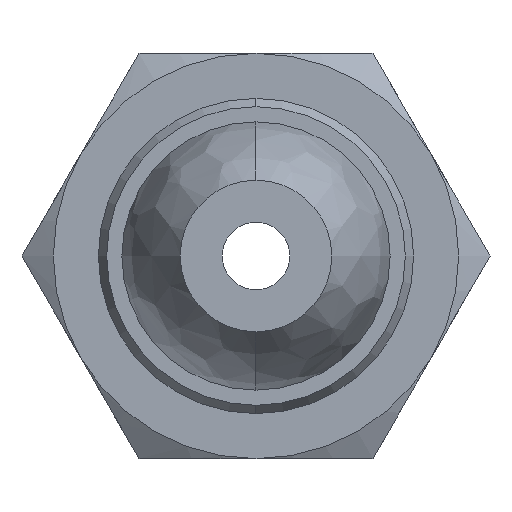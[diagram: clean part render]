
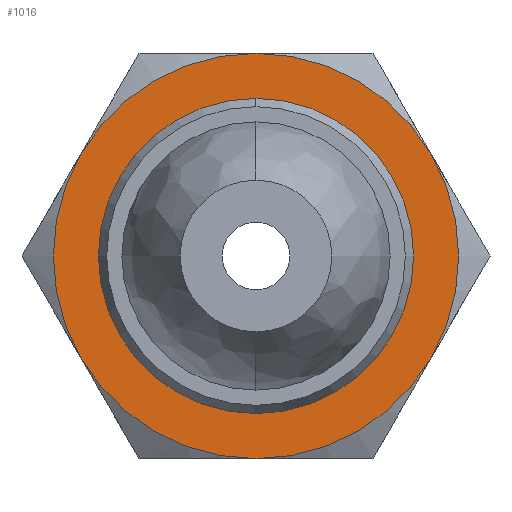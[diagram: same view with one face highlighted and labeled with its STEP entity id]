
A CAD part, left-side view. The second image highlights one B-rep face of the part: STEP entity #1016.
In plain terms, the highlighted planar face has unit normal (-1, 0, 0).
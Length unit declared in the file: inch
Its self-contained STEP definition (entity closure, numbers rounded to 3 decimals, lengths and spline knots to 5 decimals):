
#144=CARTESIAN_POINT('',(-0.654,0.,0.));
#145=DIRECTION('',(-1.,0.,0.));
#146=DIRECTION('',(0.,0.866,0.5));
#147=AXIS2_PLACEMENT_3D('',#144,#145,#146);
#149=CARTESIAN_POINT('',(-0.654,0.,0.));
#150=DIRECTION('',(-1.,0.,0.));
#151=DIRECTION('',(0.,0.,1.));
#152=AXIS2_PLACEMENT_3D('',#149,#150,#151);
#154=CARTESIAN_POINT('',(-0.654,0.,0.));
#155=DIRECTION('',(-1.,0.,0.));
#156=DIRECTION('',(0.,-0.866,0.5));
#157=AXIS2_PLACEMENT_3D('',#154,#155,#156);
#159=CARTESIAN_POINT('',(-0.654,0.,0.));
#160=DIRECTION('',(-1.,0.,0.));
#161=DIRECTION('',(0.,-1.,0.));
#162=AXIS2_PLACEMENT_3D('',#159,#160,#161);
#164=CARTESIAN_POINT('',(-0.654,0.,0.));
#165=DIRECTION('',(-1.,0.,0.));
#166=DIRECTION('',(0.,-0.866,-0.5));
#167=AXIS2_PLACEMENT_3D('',#164,#165,#166);
#169=CARTESIAN_POINT('',(-0.654,0.,0.));
#170=DIRECTION('',(-1.,0.,0.));
#171=DIRECTION('',(0.,0.,-1.));
#172=AXIS2_PLACEMENT_3D('',#169,#170,#171);
#174=CARTESIAN_POINT('',(-0.654,0.,0.));
#175=DIRECTION('',(-1.,0.,0.));
#176=DIRECTION('',(0.,0.866,-0.5));
#177=AXIS2_PLACEMENT_3D('',#174,#175,#176);
#179=CARTESIAN_POINT('',(-0.654,0.,0.));
#180=DIRECTION('',(-1.,0.,0.));
#181=DIRECTION('',(0.,1.,0.));
#182=AXIS2_PLACEMENT_3D('',#179,#180,#181);
#184=CARTESIAN_POINT('',(-0.654,0.,0.));
#185=DIRECTION('',(1.,0.,0.));
#186=DIRECTION('',(0.,-1.,0.));
#187=AXIS2_PLACEMENT_3D('',#184,#185,#186);
#189=CARTESIAN_POINT('',(-0.654,0.,0.));
#190=DIRECTION('',(1.,0.,0.));
#191=DIRECTION('',(0.,1.,0.));
#192=AXIS2_PLACEMENT_3D('',#189,#190,#191);
#278=CARTESIAN_POINT('',(-0.654,-0.48714,0.28125));
#294=CARTESIAN_POINT('',(-0.654,0.,0.5625));
#612=CARTESIAN_POINT('',(-0.654,0.48714,0.28125));
#613=CARTESIAN_POINT('',(-0.654,0.5625,0.));
#614=VERTEX_POINT('',#612);
#615=VERTEX_POINT('',#613);
#616=CARTESIAN_POINT('',(-0.654,0.48714,-0.28125));
#617=VERTEX_POINT('',#616);
#618=VERTEX_POINT('',#294);
#624=CARTESIAN_POINT('',(-0.654,0.,-0.5625));
#625=VERTEX_POINT('',#624);
#626=VERTEX_POINT('',#278);
#633=CARTESIAN_POINT('',(-0.654,-0.48714,-0.28125));
#634=VERTEX_POINT('',#633);
#643=CARTESIAN_POINT('',(-0.654,-0.5625,0.));
#644=VERTEX_POINT('',#643);
#702=CARTESIAN_POINT('',(-0.654,0.39,0.));
#703=VERTEX_POINT('',#702);
#704=CARTESIAN_POINT('',(-0.654,-0.39,0.));
#705=VERTEX_POINT('',#704);
#989=CARTESIAN_POINT('',(-0.654,0.,0.));
#990=DIRECTION('',(1.,0.,0.));
#991=DIRECTION('',(0.,0.,-1.));
#992=AXIS2_PLACEMENT_3D('',#989,#990,#991);
#993=PLANE('',#992);
#995=ORIENTED_EDGE('',*,*,#994,.F.);
#997=ORIENTED_EDGE('',*,*,#996,.F.);
#999=ORIENTED_EDGE('',*,*,#998,.F.);
#1001=ORIENTED_EDGE('',*,*,#1000,.F.);
#1003=ORIENTED_EDGE('',*,*,#1002,.F.);
#1005=ORIENTED_EDGE('',*,*,#1004,.F.);
#1007=ORIENTED_EDGE('',*,*,#1006,.F.);
#1009=ORIENTED_EDGE('',*,*,#1008,.F.);
#1010=EDGE_LOOP('',(#995,#997,#999,#1001,#1003,#1005,#1007,#1009));
#1011=FACE_OUTER_BOUND('',#1010,.F.);
#1012=ORIENTED_EDGE('',*,*,#983,.F.);
#1013=ORIENTED_EDGE('',*,*,#969,.F.);
#1014=EDGE_LOOP('',(#1012,#1013));
#1015=FACE_BOUND('',#1014,.F.);
#1016=ADVANCED_FACE('',(#1011,#1015),#993,.F.);
#148=CIRCLE('',#147,0.5625);
#153=CIRCLE('',#152,0.5625);
#158=CIRCLE('',#157,0.5625);
#163=CIRCLE('',#162,0.5625);
#168=CIRCLE('',#167,0.5625);
#173=CIRCLE('',#172,0.5625);
#178=CIRCLE('',#177,0.5625);
#183=CIRCLE('',#182,0.5625);
#188=CIRCLE('',#187,0.39);
#193=CIRCLE('',#192,0.39);
#969=EDGE_CURVE('',#703,#705,#193,.T.);
#983=EDGE_CURVE('',#705,#703,#188,.T.);
#994=EDGE_CURVE('',#614,#615,#148,.T.);
#996=EDGE_CURVE('',#618,#614,#153,.T.);
#998=EDGE_CURVE('',#626,#618,#158,.T.);
#1000=EDGE_CURVE('',#644,#626,#163,.T.);
#1002=EDGE_CURVE('',#634,#644,#168,.T.);
#1004=EDGE_CURVE('',#625,#634,#173,.T.);
#1006=EDGE_CURVE('',#617,#625,#178,.T.);
#1008=EDGE_CURVE('',#615,#617,#183,.T.);
